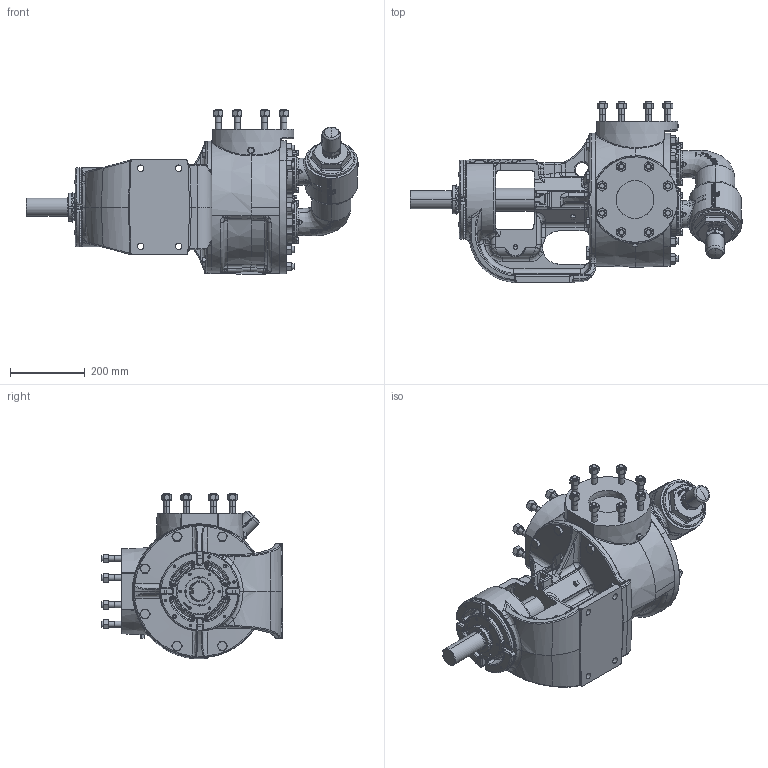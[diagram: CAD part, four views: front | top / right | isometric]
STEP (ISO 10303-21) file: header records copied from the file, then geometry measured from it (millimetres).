
FILE_DESCRIPTION (( 'STEP AP214' ), '1' );
FILE_NAME ('Q123A.STEP', '2016-09-09T19:07:15', ( '' ), ( '' ), 'SwSTEP 2.0', 'SolidWorks 2015', '' );
FILE_SCHEMA (( 'AUTOMOTIVE_DESIGN' ));
Length unit declared in the file: inch
Products named in the file (2): Q123A
Bounding box: 890.05 x 485.65 x 444.81 mm (x, y, z)
Volume: 36782164.4 mm3; surface area: 1463278.2 mm2
Topology: 1 solids, 1 shells, 4760 faces, 12117 edges, 7453 vertices
Faces by surface type: plane 1545, bspline 1222, cylinder 1045, cone 705, torus 164, sphere 79
Entity records: 337544 total; most frequent: CARTESIAN_POINT 191302, ORIENTED_EDGE 23852, DIRECTION 18227, EDGE_CURVE 11926, VERTEX_POINT 7447, AXIS2_PLACEMENT_3D 7076, EDGE_LOOP 5059, ADVANCED_FACE 4760
